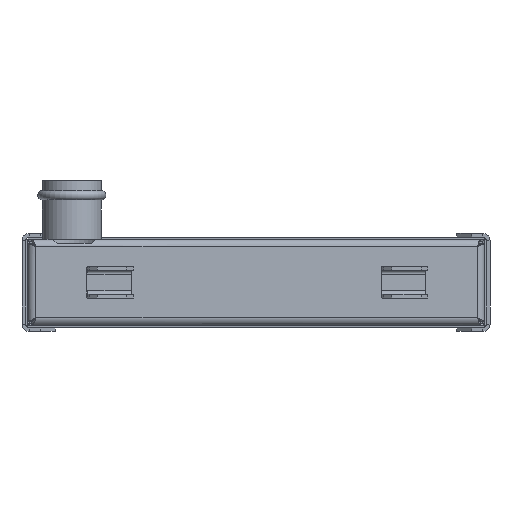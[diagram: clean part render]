
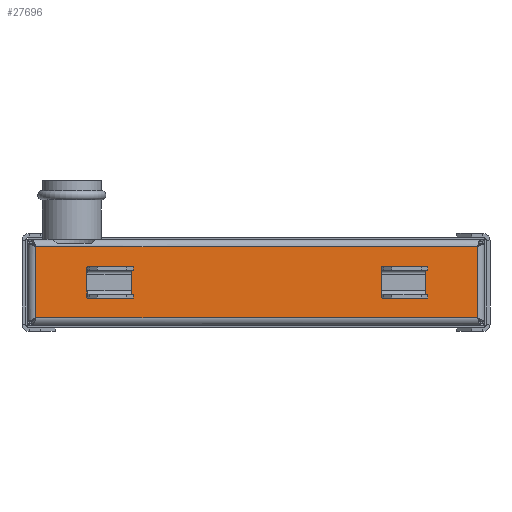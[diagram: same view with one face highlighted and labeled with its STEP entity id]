
A CAD part, front view. The second image highlights one B-rep face of the part: STEP entity #27696.
In plain terms, the highlighted planar face has unit normal (0.096, -0.995, 0).
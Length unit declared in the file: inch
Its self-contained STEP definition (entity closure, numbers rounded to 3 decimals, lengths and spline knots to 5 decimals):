
#395 = LINE ( 'NONE', #20460, #26681 ) ;
#1197 = CARTESIAN_POINT ( 'NONE',  ( 6.61191, -0.54581, 5.558 ) ) ;
#3220 = CARTESIAN_POINT ( 'NONE',  ( -2.05547, -1.37921, 5.558 ) ) ;
#3368 = DIRECTION ( 'NONE',  ( 0.995, 0.096, 0. ) ) ;
#3656 = AXIS2_PLACEMENT_3D ( 'NONE', #13285, #27001, #17982 ) ;
#4278 = PLANE ( 'NONE',  #3656 ) ;
#4902 = LINE ( 'NONE', #1197, #26540 ) ;
#5255 = ORIENTED_EDGE ( 'NONE', *, *, #15965, .T. ) ;
#5351 = VERTEX_POINT ( 'NONE', #21541 ) ;
#9075 = CARTESIAN_POINT ( 'NONE',  ( 6.61191, -0.54581, 6.762 ) ) ;
#12171 = EDGE_CURVE ( 'NONE', #13352, #16332, #4902, .T. ) ;
#12252 = CARTESIAN_POINT ( 'NONE',  ( 7.89862, -0.42209, 6.762 ) ) ;
#12398 = ORIENTED_EDGE ( 'NONE', *, *, #28789, .T. ) ;
#13285 = CARTESIAN_POINT ( 'NONE',  ( 7.89862, -0.42209, 5.432 ) ) ;
#13352 = VERTEX_POINT ( 'NONE', #27197 ) ;
#15007 = VECTOR ( 'NONE', #21246, 39.37008 ) ;
#15965 = EDGE_CURVE ( 'NONE', #5351, #18300, #395, .T. ) ;
#16332 = VERTEX_POINT ( 'NONE', #9075 ) ;
#17982 = DIRECTION ( 'NONE',  ( 0., 0., -1. ) ) ;
#18300 = VERTEX_POINT ( 'NONE', #28878 ) ;
#18528 = DIRECTION ( 'NONE',  ( 0., 0., -1. ) ) ;
#19012 = ORIENTED_EDGE ( 'NONE', *, *, #12171, .T. ) ;
#19047 = DIRECTION ( 'NONE',  ( 0., 0., 1. ) ) ;
#20077 = ORIENTED_EDGE ( 'NONE', *, *, #23795, .T. ) ;
#20195 = FACE_OUTER_BOUND ( 'NONE', #27183, .T. ) ;
#20460 = CARTESIAN_POINT ( 'NONE',  ( -0.88006, -1.26619, 6.762 ) ) ;
#21246 = DIRECTION ( 'NONE',  ( -0.995, -0.096, 0. ) ) ;
#21541 = CARTESIAN_POINT ( 'NONE',  ( -0.88006, -1.26619, 6.762 ) ) ;
#23436 = LINE ( 'NONE', #3220, #26382 ) ;
#23466 = LINE ( 'NONE', #12252, #15007 ) ;
#23795 = EDGE_CURVE ( 'NONE', #18300, #13352, #23436, .T. ) ;
#26382 = VECTOR ( 'NONE', #3368, 39.37008 ) ;
#26540 = VECTOR ( 'NONE', #19047, 39.37008 ) ;
#26681 = VECTOR ( 'NONE', #18528, 39.37008 ) ;
#27001 = DIRECTION ( 'NONE',  ( 0.096, -0.995, 0. ) ) ;
#27183 = EDGE_LOOP ( 'NONE', ( #12398, #5255, #20077, #19012 ) ) ;
#27197 = CARTESIAN_POINT ( 'NONE',  ( 6.61191, -0.54581, 5.558 ) ) ;
#27696 = ADVANCED_FACE ( 'NONE', ( #20195 ), #4278, .T. ) ;
#28789 = EDGE_CURVE ( 'NONE', #16332, #5351, #23466, .T. ) ;
#28878 = CARTESIAN_POINT ( 'NONE',  ( -0.88006, -1.26619, 5.558 ) ) ;
